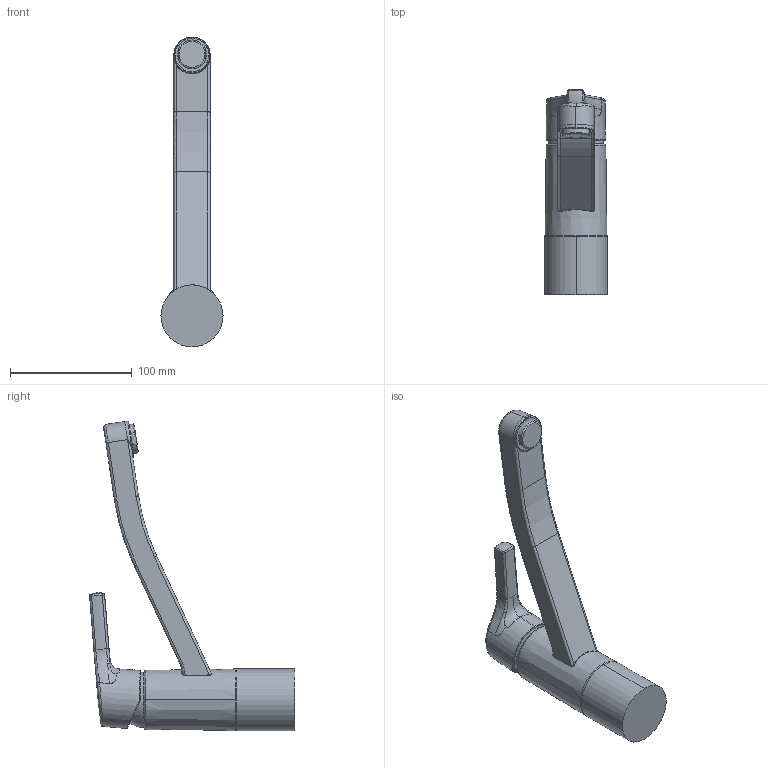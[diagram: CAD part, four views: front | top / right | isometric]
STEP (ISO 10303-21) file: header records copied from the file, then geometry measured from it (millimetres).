
FILE_DESCRIPTION (( 'STEP AP203' ), '1' );
FILE_NAME ('3930FH(2018)+56532203.STEP', '2018-07-02T06:20:06', ( '' ), ( '' ), 'SwSTEP 2.0', 'SolidWorks 2016', '' );
FILE_SCHEMA (( 'CONFIG_CONTROL_DESIGN' ));
Length unit declared in the file: millimetre
Products named in the file (1): 3930FH(2018)+56532203
Bounding box: 51 x 168.89 x 254.74 mm (x, y, z)
Volume: 471568.7 mm3; surface area: 65720.1 mm2
Topology: 5 solids, 5 shells, 121 faces, 277 edges, 168 vertices
Faces by surface type: bspline 57, cylinder 24, plane 22, cone 10, torus 6, sphere 2
Entity records: 11261 total; most frequent: CARTESIAN_POINT 8869, ORIENTED_EDGE 554, DIRECTION 378, EDGE_CURVE 277, VERTEX_POINT 168, AXIS2_PLACEMENT_3D 162, EDGE_LOOP 123, ADVANCED_FACE 121
